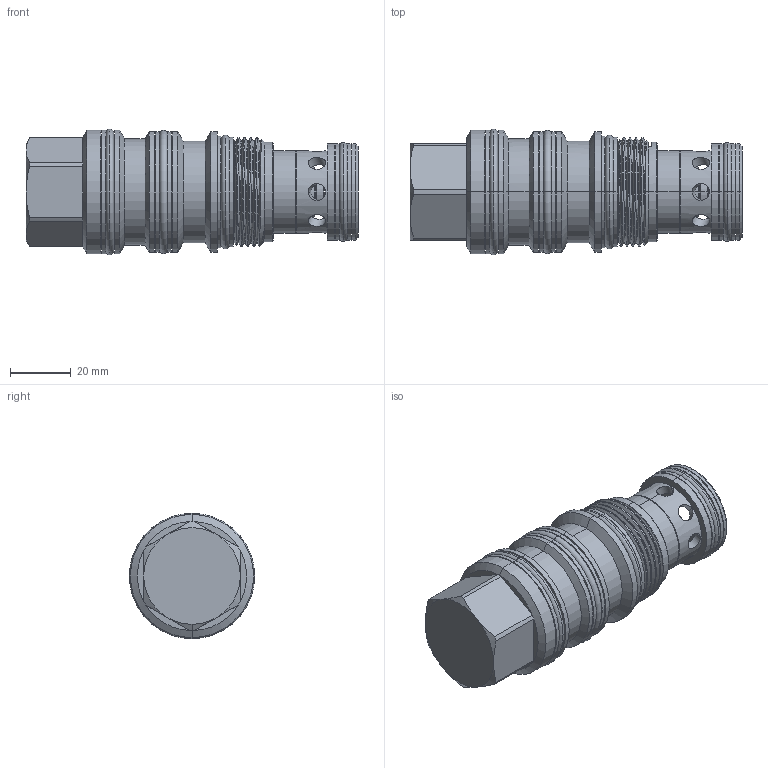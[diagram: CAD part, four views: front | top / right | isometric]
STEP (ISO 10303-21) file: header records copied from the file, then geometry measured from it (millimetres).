
FILE_DESCRIPTION (( 'STEP AP203' ), '1' );
FILE_NAME ('LN23A4S-N.STEP', '2020-03-23T01:19:01', ( '' ), ( '' ), 'SwSTEP 2.0', 'SolidWorks 2018', '' );
FILE_SCHEMA (( 'CONFIG_CONTROL_DESIGN' ));
Length unit declared in the file: millimetre
Products named in the file (1): LN23A4S-N
Bounding box: 108.93 x 41.18 x 41.18 mm (x, y, z)
Volume: 96095.8 mm3; surface area: 28465.7 mm2
Topology: 8 solids, 8 shells, 236 faces, 529 edges, 321 vertices
Faces by surface type: cylinder 117, cone 52, plane 46, torus 16, bspline 3, sphere 2
Entity records: 9141 total; most frequent: CARTESIAN_POINT 3750, DIRECTION 1177, ORIENTED_EDGE 1058, EDGE_CURVE 529, AXIS2_PLACEMENT_3D 500, VERTEX_POINT 321, EDGE_LOOP 278, CIRCLE 266
